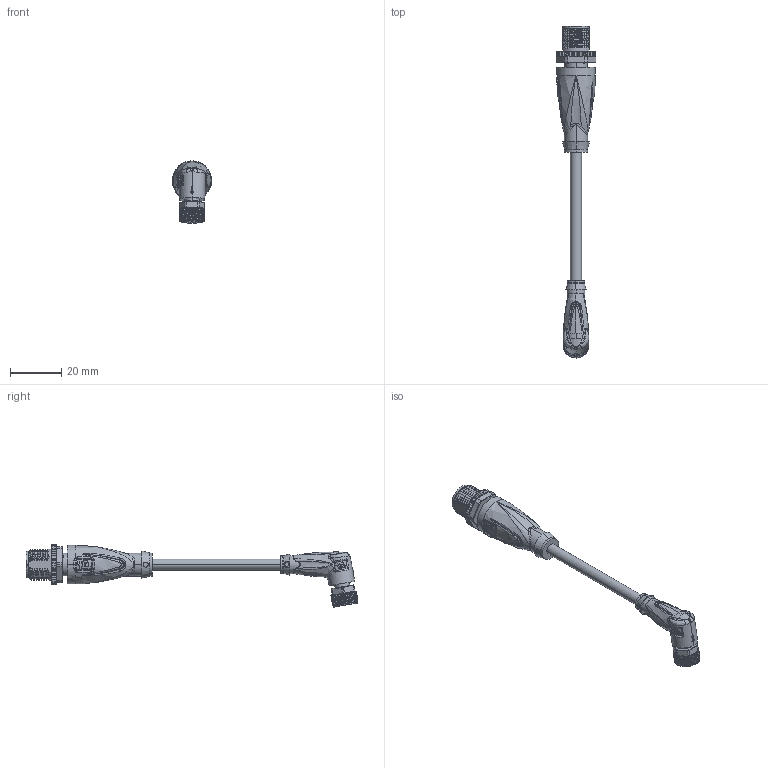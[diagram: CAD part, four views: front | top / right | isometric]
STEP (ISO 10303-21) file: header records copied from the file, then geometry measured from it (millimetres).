
FILE_DESCRIPTION(('STEP AP214'),'1');
FILE_NAME('cctmp_6E6049F0-99EA-4FC5-A98F-439D0D3DC8D9_2022_04_27_10_56_10_0920..stp','2022-04-27T08:56:22',('KiM GmbH'),('CADClick - www.CADClick.com'),'Spatial InterOp 3D postprocessed',' ','unknown authorization');
FILE_SCHEMA(('AUTOMOTIVE_DESIGN'));
Length unit declared in the file: millimetre
Products named in the file (9): Connection2; Connection2_2; Connection2_1; T191361_1; Cable; Connection1; Connection1_2; Connection1_1; T191361
Assembly tree (8 placements, depth 4):
  T191361
    T191361_1
      Connection2
        Connection2_2
        Connection2_1
      Cable
      Connection1
        Connection1_2
        Connection1_1
Bounding box: 15.4 x 129.18 x 24.25 mm (x, y, z)
Volume: 8645.9 mm3; surface area: 6965 mm2
Topology: 8 solids, 10 shells, 1986 faces, 5223 edges, 3285 vertices
Faces by surface type: plane 872, cylinder 363, torus 297, bspline 290, cone 142, extrusion 16, sphere 6
Entity records: 132026 total; most frequent: CARTESIAN_POINT 74865, ORIENTED_EDGE 10396, DIRECTION 8927, EDGE_CURVE 5202, VERTEX_POINT 3285, AXIS2_PLACEMENT_3D 3197, STYLED_ITEM 3071, PRESENTATION_STYLE_ASSIGNMENT 3071
